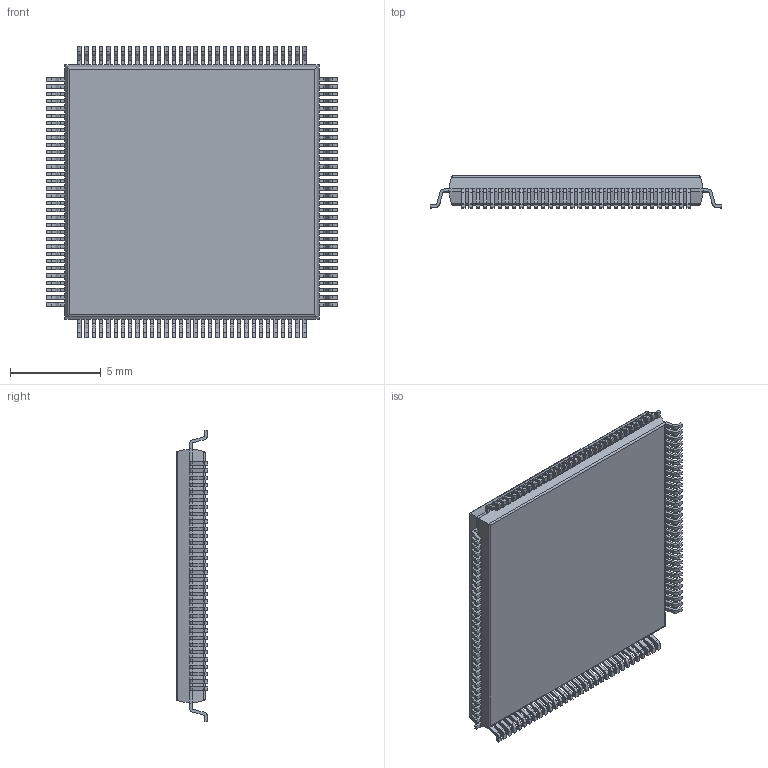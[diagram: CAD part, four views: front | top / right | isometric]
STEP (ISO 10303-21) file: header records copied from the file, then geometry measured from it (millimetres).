
FILE_DESCRIPTION(/* description */ ('Alibre Inc.'),/* implementation_level */ '2;1');
FILE_NAME(/* name */ 'export0',/* time_stamp */ '2011-04-17T09:01:39+02:00',/* author */ (''),/* organization */ (''),/* preprocessor_version */ 'ST-DEVELOPER v12',/* originating_system */ 'Alibre',/* authorisation */ '');
FILE_SCHEMA (('AUTOMOTIVE_DESIGN'));
Length unit declared in the file: millimetre
Bounding box: 16.02 x 1.75 x 16.02 mm (x, y, z)
Volume: 313.2 mm3; surface area: 601.1 mm2
Topology: 1 solids, 1 shells, 1817 faces, 4914 edges, 3100 vertices
Faces by surface type: plane 1295, cylinder 522
Entity records: 56741 total; most frequent: CARTESIAN_POINT 9856, ORIENTED_EDGE 9828, DIRECTION 8275, EDGE_CURVE 4914, VECTOR 3878, LINE 3878, VERTEX_POINT 3100, AXIS2_PLACEMENT_3D 2846
